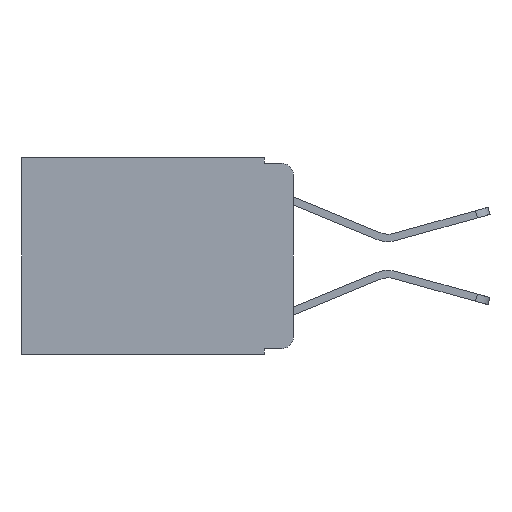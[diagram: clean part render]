
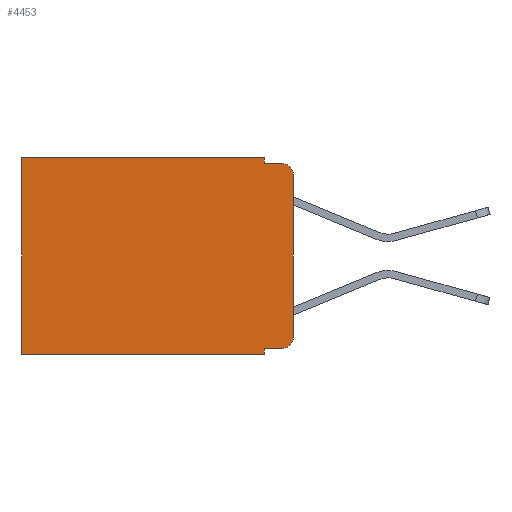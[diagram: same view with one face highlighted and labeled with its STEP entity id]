
A CAD part, left-side view. The second image highlights one B-rep face of the part: STEP entity #4453.
In plain terms, the highlighted planar face has unit normal (-1, 0, 0).
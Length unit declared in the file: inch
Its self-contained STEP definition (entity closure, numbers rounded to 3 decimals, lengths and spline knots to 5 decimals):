
#412 = EDGE_CURVE ( 'NONE', #3395, #8104, #22397, .T. ) ;
#501 = ORIENTED_EDGE ( 'NONE', *, *, #21398, .F. ) ;
#756 = VERTEX_POINT ( 'NONE', #18088 ) ;
#859 = LINE ( 'NONE', #10178, #18679 ) ;
#1024 = CARTESIAN_POINT ( 'NONE',  ( 0.298, 0.051, -0.343 ) ) ;
#1575 = VECTOR ( 'NONE', #11394, 39.37008 ) ;
#1952 = CARTESIAN_POINT ( 'NONE',  ( 0.298, 0., -0.343 ) ) ;
#1962 = CIRCLE ( 'NONE', #21249, 0.02 ) ;
#2073 = EDGE_CURVE ( 'NONE', #8104, #11868, #22890, .T. ) ;
#2253 = DIRECTION ( 'NONE',  ( 0., 0., -1. ) ) ;
#2465 = CARTESIAN_POINT ( 'NONE',  ( 0.298, 0., 0. ) ) ;
#2585 = ORIENTED_EDGE ( 'NONE', *, *, #5775, .T. ) ;
#2982 = CARTESIAN_POINT ( 'NONE',  ( 0.298, 0.02, -0.313 ) ) ;
#3171 = ORIENTED_EDGE ( 'NONE', *, *, #17617, .F. ) ;
#3395 = VERTEX_POINT ( 'NONE', #6526 ) ;
#3897 = DIRECTION ( 'NONE',  ( 0., 1., 0. ) ) ;
#4309 = ORIENTED_EDGE ( 'NONE', *, *, #412, .T. ) ;
#4411 = CARTESIAN_POINT ( 'NONE',  ( 0.298, 0., -0.03 ) ) ;
#4453 = ADVANCED_FACE ( 'NONE', ( #4671 ), #20604, .F. ) ;
#4671 = FACE_OUTER_BOUND ( 'NONE', #21017, .T. ) ;
#4791 = DIRECTION ( 'NONE',  ( -1., 0., 0. ) ) ;
#4869 = VERTEX_POINT ( 'NONE', #4411 ) ;
#5263 = LINE ( 'NONE', #1952, #14166 ) ;
#5413 = VERTEX_POINT ( 'NONE', #11743 ) ;
#5594 = LINE ( 'NONE', #8460, #9808 ) ;
#5648 = DIRECTION ( 'NONE',  ( 0., 1., 0. ) ) ;
#5672 = ORIENTED_EDGE ( 'NONE', *, *, #9187, .T. ) ;
#5775 = EDGE_CURVE ( 'NONE', #7731, #13479, #859, .T. ) ;
#5937 = ORIENTED_EDGE ( 'NONE', *, *, #12186, .T. ) ;
#6526 = CARTESIAN_POINT ( 'NONE',  ( 0.298, 0.051, -0.333 ) ) ;
#7191 = DIRECTION ( 'NONE',  ( 0., -1., 0. ) ) ;
#7359 = ORIENTED_EDGE ( 'NONE', *, *, #14190, .F. ) ;
#7470 = DIRECTION ( 'NONE',  ( -1., 0., 0. ) ) ;
#7484 = LINE ( 'NONE', #2465, #11650 ) ;
#7731 = VERTEX_POINT ( 'NONE', #13986 ) ;
#8104 = VERTEX_POINT ( 'NONE', #20059 ) ;
#8379 = LINE ( 'NONE', #9022, #20701 ) ;
#8460 = CARTESIAN_POINT ( 'NONE',  ( 0.298, 0., 0. ) ) ;
#9022 = CARTESIAN_POINT ( 'NONE',  ( 0.298, 0.051, -0.01 ) ) ;
#9187 = EDGE_CURVE ( 'NONE', #756, #7731, #5594, .T. ) ;
#9345 = ORIENTED_EDGE ( 'NONE', *, *, #9838, .F. ) ;
#9348 = LINE ( 'NONE', #14183, #22673 ) ;
#9623 = CARTESIAN_POINT ( 'NONE',  ( 0.298, 0.051, 0. ) ) ;
#9808 = VECTOR ( 'NONE', #5648, 39.37008 ) ;
#9838 = EDGE_CURVE ( 'NONE', #756, #12658, #10603, .T. ) ;
#10172 = ORIENTED_EDGE ( 'NONE', *, *, #2073, .T. ) ;
#10178 = CARTESIAN_POINT ( 'NONE',  ( 0.298, 0.473, 0. ) ) ;
#10322 = DIRECTION ( 'NONE',  ( 0., 0., -1. ) ) ;
#10603 = LINE ( 'NONE', #9623, #1575 ) ;
#11394 = DIRECTION ( 'NONE',  ( 0., 0., -1. ) ) ;
#11650 = VECTOR ( 'NONE', #20167, 39.37008 ) ;
#11743 = CARTESIAN_POINT ( 'NONE',  ( 0.298, 0.02, -0.01 ) ) ;
#11868 = VERTEX_POINT ( 'NONE', #11980 ) ;
#11980 = CARTESIAN_POINT ( 'NONE',  ( 0.298, 0., -0.313 ) ) ;
#12016 = DIRECTION ( 'NONE',  ( 0., -1., 0. ) ) ;
#12186 = EDGE_CURVE ( 'NONE', #4869, #5413, #1962, .T. ) ;
#12292 = DIRECTION ( 'NONE',  ( 0., 0., -1. ) ) ;
#12658 = VERTEX_POINT ( 'NONE', #20435 ) ;
#12666 = VERTEX_POINT ( 'NONE', #1024 ) ;
#12913 = ORIENTED_EDGE ( 'NONE', *, *, #19648, .F. ) ;
#13479 = VERTEX_POINT ( 'NONE', #17912 ) ;
#13735 = VECTOR ( 'NONE', #12016, 39.37008 ) ;
#13986 = CARTESIAN_POINT ( 'NONE',  ( 0.298, 0.473, 0. ) ) ;
#14166 = VECTOR ( 'NONE', #3897, 39.37008 ) ;
#14183 = CARTESIAN_POINT ( 'NONE',  ( 0.298, 0.051, 0. ) ) ;
#14190 = EDGE_CURVE ( 'NONE', #12666, #13479, #5263, .T. ) ;
#15107 = CARTESIAN_POINT ( 'NONE',  ( 0.298, 0., 0. ) ) ;
#15434 = AXIS2_PLACEMENT_3D ( 'NONE', #2982, #4791, #12292 ) ;
#15762 = AXIS2_PLACEMENT_3D ( 'NONE', #15107, #22416, #10322 ) ;
#15917 = DIRECTION ( 'NONE',  ( 0., 0., -1. ) ) ;
#17271 = CARTESIAN_POINT ( 'NONE',  ( 0.298, 0.051, -0.333 ) ) ;
#17617 = EDGE_CURVE ( 'NONE', #3395, #12666, #9348, .T. ) ;
#17912 = CARTESIAN_POINT ( 'NONE',  ( 0.298, 0.473, -0.343 ) ) ;
#18026 = CARTESIAN_POINT ( 'NONE',  ( 0.298, 0.02, -0.03 ) ) ;
#18088 = CARTESIAN_POINT ( 'NONE',  ( 0.298, 0.051, 0. ) ) ;
#18679 = VECTOR ( 'NONE', #2253, 39.37008 ) ;
#19648 = EDGE_CURVE ( 'NONE', #12658, #5413, #8379, .T. ) ;
#19773 = DIRECTION ( 'NONE',  ( 0., 0., -1. ) ) ;
#20059 = CARTESIAN_POINT ( 'NONE',  ( 0.298, 0.02, -0.333 ) ) ;
#20167 = DIRECTION ( 'NONE',  ( 0., 0., -1. ) ) ;
#20435 = CARTESIAN_POINT ( 'NONE',  ( 0.298, 0.051, -0.01 ) ) ;
#20604 = PLANE ( 'NONE',  #15762 ) ;
#20701 = VECTOR ( 'NONE', #7191, 39.37008 ) ;
#21017 = EDGE_LOOP ( 'NONE', ( #501, #5937, #12913, #9345, #5672, #2585, #7359, #3171, #4309, #10172 ) ) ;
#21249 = AXIS2_PLACEMENT_3D ( 'NONE', #18026, #7470, #19773 ) ;
#21398 = EDGE_CURVE ( 'NONE', #4869, #11868, #7484, .T. ) ;
#22397 = LINE ( 'NONE', #17271, #13735 ) ;
#22416 = DIRECTION ( 'NONE',  ( 1., 0., 0. ) ) ;
#22673 = VECTOR ( 'NONE', #15917, 39.37008 ) ;
#22890 = CIRCLE ( 'NONE', #15434, 0.02 ) ;
